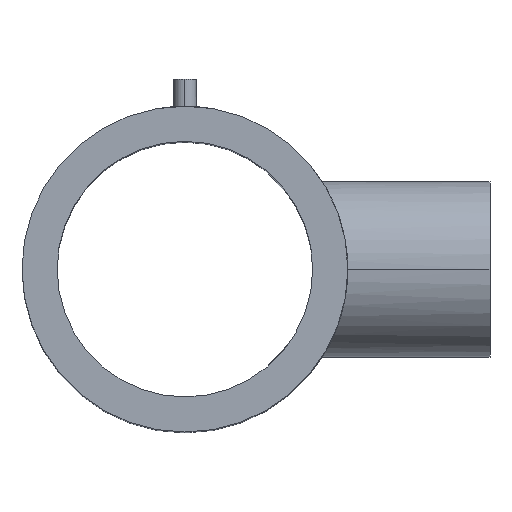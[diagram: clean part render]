
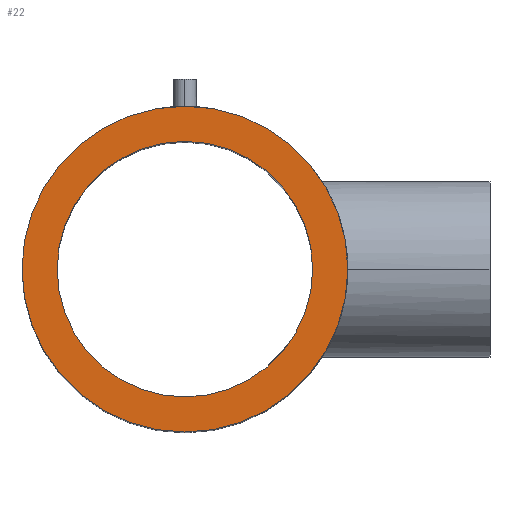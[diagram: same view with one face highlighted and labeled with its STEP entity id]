
A CAD part, top view. The second image highlights one B-rep face of the part: STEP entity #22.
In plain terms, the highlighted planar face has unit normal (0, 0, 1).
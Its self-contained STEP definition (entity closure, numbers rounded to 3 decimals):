
#22 = ADVANCED_FACE ( 'NONE', ( #1123, #1128 ), #330, .T. ) ;
#142 = DIRECTION ( 'NONE',  ( 0., 0., 1. ) ) ;
#143 = ORIENTED_EDGE ( 'NONE', *, *, #803, .F. ) ;
#153 = DIRECTION ( 'NONE',  ( 1., 0., 0. ) ) ;
#154 = DIRECTION ( 'NONE',  ( 0., 0., 1. ) ) ;
#168 = EDGE_LOOP ( 'NONE', ( #176, #553 ) ) ;
#174 = EDGE_LOOP ( 'NONE', ( #143, #635 ) ) ;
#176 = ORIENTED_EDGE ( 'NONE', *, *, #467, .T. ) ;
#251 = DIRECTION ( 'NONE',  ( 0., 0., 1. ) ) ;
#295 = AXIS2_PLACEMENT_3D ( 'NONE', #762, #142, #1106 ) ;
#330 = PLANE ( 'NONE',  #1112 ) ;
#351 = CIRCLE ( 'NONE', #581, 80. ) ;
#368 = AXIS2_PLACEMENT_3D ( 'NONE', #914, #385, #1079 ) ;
#385 = DIRECTION ( 'NONE',  ( 0., 0., 1. ) ) ;
#467 = EDGE_CURVE ( 'NONE', #651, #672, #748, .T. ) ;
#484 = AXIS2_PLACEMENT_3D ( 'NONE', #781, #251, #153 ) ;
#485 = CIRCLE ( 'NONE', #295, 80. ) ;
#517 = DIRECTION ( 'NONE',  ( 1., 0., 0. ) ) ;
#545 = CIRCLE ( 'NONE', #484, 102. ) ;
#553 = ORIENTED_EDGE ( 'NONE', *, *, #1001, .T. ) ;
#581 = AXIS2_PLACEMENT_3D ( 'NONE', #960, #154, #517 ) ;
#594 = CARTESIAN_POINT ( 'NONE',  ( 102., 0., 160. ) ) ;
#635 = ORIENTED_EDGE ( 'NONE', *, *, #959, .F. ) ;
#651 = VERTEX_POINT ( 'NONE', #853 ) ;
#672 = VERTEX_POINT ( 'NONE', #594 ) ;
#737 = VERTEX_POINT ( 'NONE', #796 ) ;
#748 = CIRCLE ( 'NONE', #368, 102. ) ;
#762 = CARTESIAN_POINT ( 'NONE',  ( 0., 0., 160. ) ) ;
#781 = CARTESIAN_POINT ( 'NONE',  ( 0., 0., 160. ) ) ;
#796 = CARTESIAN_POINT ( 'NONE',  ( 80., 0., 160. ) ) ;
#803 = EDGE_CURVE ( 'NONE', #827, #737, #351, .T. ) ;
#827 = VERTEX_POINT ( 'NONE', #887 ) ;
#853 = CARTESIAN_POINT ( 'NONE',  ( -102., 0., 160. ) ) ;
#887 = CARTESIAN_POINT ( 'NONE',  ( -80., 0., 160. ) ) ;
#914 = CARTESIAN_POINT ( 'NONE',  ( 0., 0., 160. ) ) ;
#959 = EDGE_CURVE ( 'NONE', #737, #827, #485, .T. ) ;
#960 = CARTESIAN_POINT ( 'NONE',  ( 0., 0., 160. ) ) ;
#1001 = EDGE_CURVE ( 'NONE', #672, #651, #545, .T. ) ;
#1040 = DIRECTION ( 'NONE',  ( 0., 0., 1. ) ) ;
#1043 = CARTESIAN_POINT ( 'NONE',  ( 0., 0., 160. ) ) ;
#1052 = DIRECTION ( 'NONE',  ( 1., 0., 0. ) ) ;
#1079 = DIRECTION ( 'NONE',  ( 1., 0., 0. ) ) ;
#1106 = DIRECTION ( 'NONE',  ( 1., 0., 0. ) ) ;
#1112 = AXIS2_PLACEMENT_3D ( 'NONE', #1043, #1040, #1052 ) ;
#1123 = FACE_OUTER_BOUND ( 'NONE', #168, .T. ) ;
#1128 = FACE_BOUND ( 'NONE', #174, .T. ) ;
